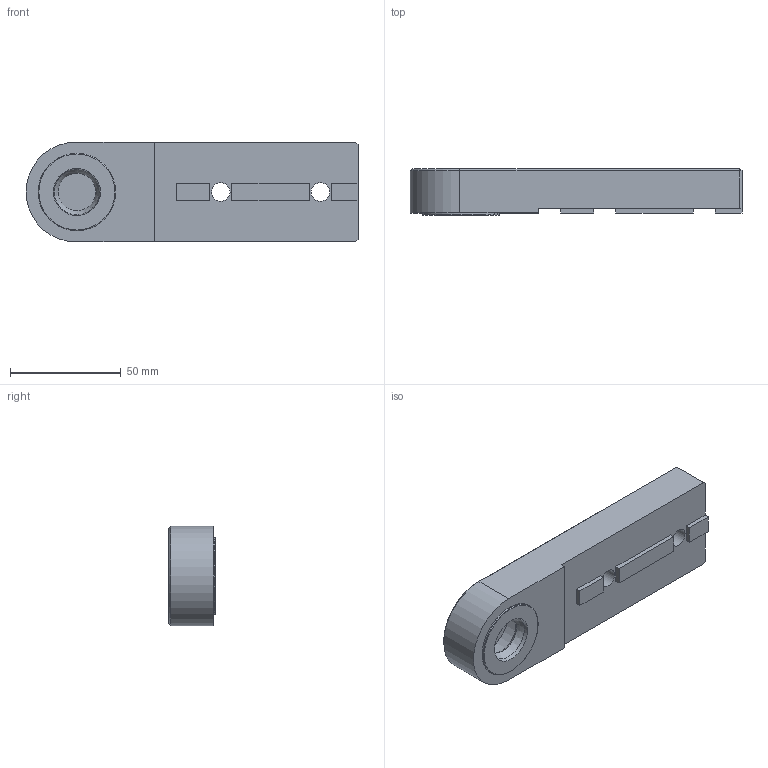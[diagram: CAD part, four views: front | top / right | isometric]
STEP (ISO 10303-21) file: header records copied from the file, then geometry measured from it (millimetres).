
FILE_DESCRIPTION((''),'2;1');
FILE_NAME('944501.ipt.stp','2010-09-05T12:28:01',(''),(''),'Autodesk Inventor 2010','Autodesk Inventor 2010','');
FILE_SCHEMA(('AUTOMOTIVE_DESIGN { 1 0 10303 214 1 1 1 1 }'));
Length unit declared in the file: millimetre
Products named in the file (1): 944501
Bounding box: 150 x 21 x 45 mm (x, y, z)
Volume: 104529.8 mm3; surface area: 26554.8 mm2
Topology: 2 solids, 18 shells, 71 faces, 147 edges, 88 vertices
Faces by surface type: plane 32, sphere 16, bspline 11, cone 5, cylinder 4, torus 3
Full cylindrical faces by diameter (mm): 21.2 x1, 32.5 x1, 35 x1
Entity records: 3165 total; most frequent: CARTESIAN_POINT 880, DIRECTION 467, ORIENTED_EDGE 378, AXIS2_PLACEMENT_3D 200, EDGE_CURVE 189, EDGE_LOOP 154, VERTEX_POINT 123, CIRCLE 122
